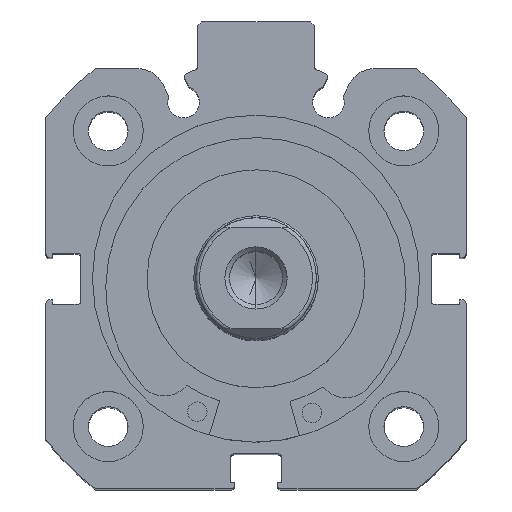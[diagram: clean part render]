
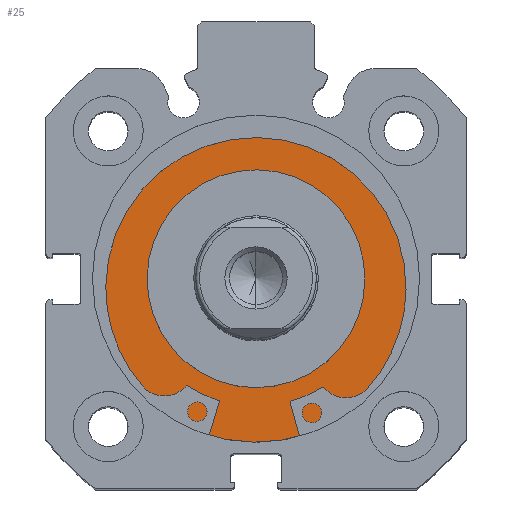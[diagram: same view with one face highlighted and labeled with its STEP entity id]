
A CAD part, top view. The second image highlights one B-rep face of the part: STEP entity #25.
In plain terms, the highlighted face is planar.
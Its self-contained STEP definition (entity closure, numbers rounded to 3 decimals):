
#25 = ADVANCED_FACE ( 'NONE', ( #2669, #2674 ), #4239, .F. ) ;
#543 = DIRECTION ( 'NONE',  ( 0., 0., 1. ) ) ;
#544 = DIRECTION ( 'NONE',  ( -1., 0., 0. ) ) ;
#549 = CARTESIAN_POINT ( 'NONE',  ( 3.5, 0., 0. ) ) ;
#577 = DIRECTION ( 'NONE',  ( 0., 0., 1. ) ) ;
#578 = DIRECTION ( 'NONE',  ( -1., 0., 0. ) ) ;
#580 = CARTESIAN_POINT ( 'NONE',  ( 3.5, 0., 0. ) ) ;
#604 = DIRECTION ( 'NONE',  ( 0., 0., 1. ) ) ;
#605 = DIRECTION ( 'NONE',  ( -1., 0., 0. ) ) ;
#607 = CARTESIAN_POINT ( 'NONE',  ( 3.5, 0., 0. ) ) ;
#644 = DIRECTION ( 'NONE',  ( 0., 0., 1. ) ) ;
#647 = DIRECTION ( 'NONE',  ( -1., 0., 0. ) ) ;
#648 = CARTESIAN_POINT ( 'NONE',  ( 3.5, 0., 0. ) ) ;
#1244 = EDGE_CURVE ( 'NONE', #4544, #4481, #3071, .T. ) ;
#1255 = EDGE_CURVE ( 'NONE', #4481, #4544, #3088, .T. ) ;
#1262 = EDGE_CURVE ( 'NONE', #4184, #4490, #3096, .T. ) ;
#1272 = EDGE_CURVE ( 'NONE', #4490, #4184, #3109, .T. ) ;
#1673 = AXIS2_PLACEMENT_3D ( 'NONE', #4251, #4122, #4119 ) ;
#1835 = AXIS2_PLACEMENT_3D ( 'NONE', #648, #647, #644 ) ;
#1838 = AXIS2_PLACEMENT_3D ( 'NONE', #607, #605, #604 ) ;
#1845 = AXIS2_PLACEMENT_3D ( 'NONE', #580, #578, #577 ) ;
#1848 = AXIS2_PLACEMENT_3D ( 'NONE', #549, #544, #543 ) ;
#2607 = ORIENTED_EDGE ( 'NONE', *, *, #1255, .T. ) ;
#2619 = ORIENTED_EDGE ( 'NONE', *, *, #1272, .F. ) ;
#2669 = FACE_BOUND ( 'NONE', #7164, .T. ) ;
#2674 = FACE_OUTER_BOUND ( 'NONE', #7153, .T. ) ;
#3071 = CIRCLE ( 'NONE', #1835, 21. ) ;
#3088 = CIRCLE ( 'NONE', #1838, 21. ) ;
#3096 = CIRCLE ( 'NONE', #1845, 14. ) ;
#3109 = CIRCLE ( 'NONE', #1848, 14. ) ;
#3501 = ORIENTED_EDGE ( 'NONE', *, *, #1244, .T. ) ;
#3786 = ORIENTED_EDGE ( 'NONE', *, *, #1262, .F. ) ;
#4119 = DIRECTION ( 'NONE',  ( 0., 0., -1. ) ) ;
#4122 = DIRECTION ( 'NONE',  ( 1., 0., 0. ) ) ;
#4184 = VERTEX_POINT ( 'NONE', #6711 ) ;
#4239 = PLANE ( 'NONE',  #1673 ) ;
#4251 = CARTESIAN_POINT ( 'NONE',  ( 3.5, 21., 0. ) ) ;
#4481 = VERTEX_POINT ( 'NONE', #6854 ) ;
#4490 = VERTEX_POINT ( 'NONE', #6863 ) ;
#4544 = VERTEX_POINT ( 'NONE', #6912 ) ;
#6711 = CARTESIAN_POINT ( 'NONE',  ( 3.5, 0., -14. ) ) ;
#6854 = CARTESIAN_POINT ( 'NONE',  ( 3.5, 0., -21. ) ) ;
#6863 = CARTESIAN_POINT ( 'NONE',  ( 3.5, 0., 14. ) ) ;
#6912 = CARTESIAN_POINT ( 'NONE',  ( 3.5, 0., 21. ) ) ;
#7153 = EDGE_LOOP ( 'NONE', ( #3501, #2607 ) ) ;
#7164 = EDGE_LOOP ( 'NONE', ( #2619, #3786 ) ) ;
